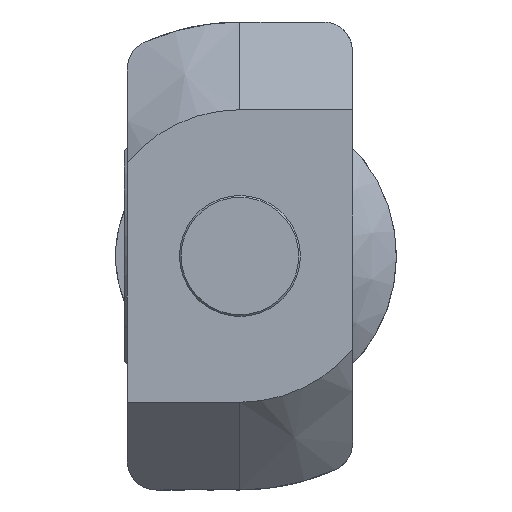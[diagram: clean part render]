
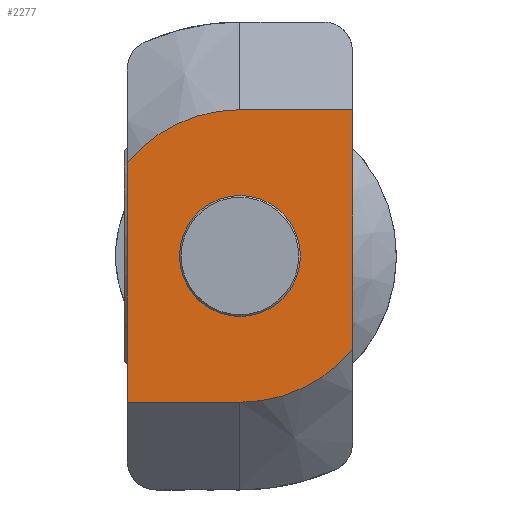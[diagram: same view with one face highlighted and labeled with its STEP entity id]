
A CAD part, front view. The second image highlights one B-rep face of the part: STEP entity #2277.
In plain terms, the highlighted planar face has unit normal (0, -1, 0).
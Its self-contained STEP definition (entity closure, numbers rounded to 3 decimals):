
#129=FACE_BOUND('',#335,.T.);
#137=PLANE('',#2428);
#211=FACE_OUTER_BOUND('',#334,.T.);
#334=EDGE_LOOP('',(#1448,#1449,#1450,#1451,#1452,#1453));
#335=EDGE_LOOP('',(#1454));
#466=LINE('',#3306,#644);
#467=LINE('',#3308,#645);
#468=LINE('',#3312,#646);
#469=LINE('',#3314,#647);
#644=VECTOR('',#2672,1000.);
#645=VECTOR('',#2673,1000.);
#646=VECTOR('',#2676,1000.);
#647=VECTOR('',#2677,1000.);
#818=CIRCLE('',#2421,2.067);
#824=CIRCLE('',#2429,5.);
#825=CIRCLE('',#2430,5.);
#878=VERTEX_POINT('',#3281);
#888=VERTEX_POINT('',#3304);
#889=VERTEX_POINT('',#3305);
#890=VERTEX_POINT('',#3307);
#891=VERTEX_POINT('',#3309);
#892=VERTEX_POINT('',#3311);
#893=VERTEX_POINT('',#3313);
#1097=EDGE_CURVE('',#878,#878,#818,.T.);
#1107=EDGE_CURVE('',#888,#889,#466,.T.);
#1108=EDGE_CURVE('',#888,#890,#467,.T.);
#1109=EDGE_CURVE('',#890,#891,#824,.T.);
#1110=EDGE_CURVE('',#892,#891,#468,.T.);
#1111=EDGE_CURVE('',#892,#893,#469,.T.);
#1112=EDGE_CURVE('',#893,#889,#825,.T.);
#1448=ORIENTED_EDGE('',*,*,#1107,.F.);
#1449=ORIENTED_EDGE('',*,*,#1108,.T.);
#1450=ORIENTED_EDGE('',*,*,#1109,.T.);
#1451=ORIENTED_EDGE('',*,*,#1110,.F.);
#1452=ORIENTED_EDGE('',*,*,#1111,.T.);
#1453=ORIENTED_EDGE('',*,*,#1112,.T.);
#1454=ORIENTED_EDGE('',*,*,#1097,.T.);
#2277=ADVANCED_FACE('',(#211,#129),#137,.F.);
#2421=AXIS2_PLACEMENT_3D('',#3283,#2652,#2653);
#2428=AXIS2_PLACEMENT_3D('',#3303,#2670,#2671);
#2429=AXIS2_PLACEMENT_3D('',#3310,#2674,#2675);
#2430=AXIS2_PLACEMENT_3D('',#3315,#2678,#2679);
#2652=DIRECTION('center_axis',(0.,1.,0.));
#2653=DIRECTION('ref_axis',(0.,0.,
-1.));
#2670=DIRECTION('center_axis',(0.,1.,0.));
#2671=DIRECTION('ref_axis',(0.,0.,
-1.));
#2672=DIRECTION('',(0.,0.,1.));
#2673=DIRECTION('',(1.,0.,0.));
#2674=DIRECTION('center_axis',(0.,-1.,0.));
#2675=DIRECTION('ref_axis',(0.,0.,
-1.));
#2676=DIRECTION('',(0.,0.,-1.));
#2677=DIRECTION('',(-1.,0.,0.));
#2678=DIRECTION('center_axis',(0.,-1.,0.));
#2679=DIRECTION('ref_axis',(0.,0.,-1.));
#3281=CARTESIAN_POINT('',(0.,-6.6,2.067));
#3283=CARTESIAN_POINT('Origin',(0.,-6.6,0.));
#3303=CARTESIAN_POINT('Origin',(0.,-6.6,0.));
#3304=CARTESIAN_POINT('',(-3.85,-6.6,-5.));
#3305=CARTESIAN_POINT('',(-3.85,-6.6,3.19));
#3306=CARTESIAN_POINT('',(-3.85,-6.6,7.013));
#3307=CARTESIAN_POINT('',(0.,-6.6,-5.));
#3308=CARTESIAN_POINT('',(0.,-6.6,-5.));
#3309=CARTESIAN_POINT('',(3.85,-6.6,-3.19));
#3310=CARTESIAN_POINT('Origin',(0.,-6.6,0.));
#3311=CARTESIAN_POINT('',(3.85,-6.6,5.));
#3312=CARTESIAN_POINT('',(3.85,-6.6,8.));
#3313=CARTESIAN_POINT('',(0.,-6.6,5.));
#3314=CARTESIAN_POINT('',(0.,-6.6,5.));
#3315=CARTESIAN_POINT('Origin',(0.,-6.6,0.));
